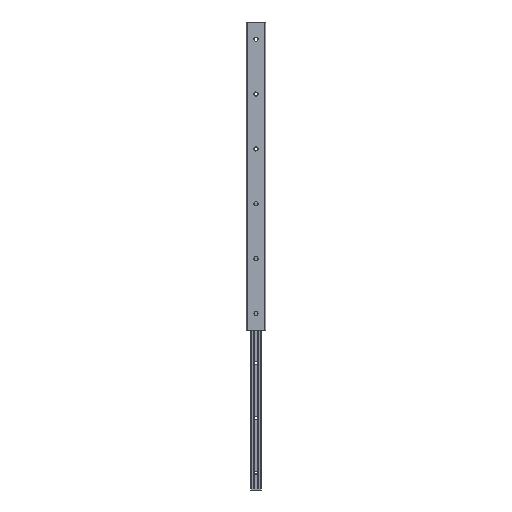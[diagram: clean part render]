
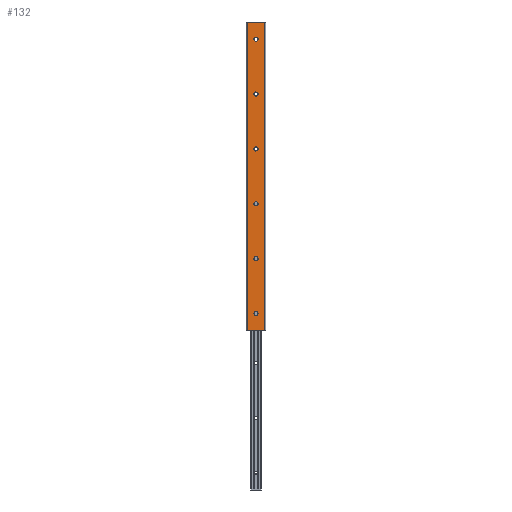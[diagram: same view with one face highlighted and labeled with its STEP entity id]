
A CAD part, left-side view. The second image highlights one B-rep face of the part: STEP entity #132.
In plain terms, the highlighted planar face has unit normal (-1, 0, 0).
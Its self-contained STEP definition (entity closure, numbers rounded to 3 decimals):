
#59 = LINE ( 'NONE', #2769, #1887 ) ;
#60 = LINE ( 'NONE', #359, #347 ) ;
#110 = EDGE_LOOP ( 'NONE', ( #2469, #3143 ) ) ;
#132 = ADVANCED_FACE ( 'NONE', ( #3100, #655, #145, #371, #422, #2297, #3086 ), #1745, .T. ) ;
#145 = FACE_OUTER_BOUND ( 'NONE', #2997, .T. ) ;
#220 = EDGE_CURVE ( 'NONE', #350, #1175, #659, .T. ) ;
#255 = CARTESIAN_POINT ( 'NONE',  ( 0., 0., -105. ) ) ;
#302 = AXIS2_PLACEMENT_3D ( 'NONE', #1374, #1128, #2799 ) ;
#347 = VECTOR ( 'NONE', #2006, 1000. ) ;
#350 = VERTEX_POINT ( 'NONE', #1685 ) ;
#359 = CARTESIAN_POINT ( 'NONE',  ( 0., -13., -450. ) ) ;
#367 = CARTESIAN_POINT ( 'NONE',  ( 0., -13., 0. ) ) ;
#371 = FACE_BOUND ( 'NONE', #110, .T. ) ;
#405 = CARTESIAN_POINT ( 'NONE',  ( 0., 0., -185. ) ) ;
#408 = AXIS2_PLACEMENT_3D ( 'NONE', #255, #2930, #3255 ) ;
#422 = FACE_BOUND ( 'NONE', #3039, .T. ) ;
#438 = CARTESIAN_POINT ( 'NONE',  ( 0., -13., -450. ) ) ;
#575 = VERTEX_POINT ( 'NONE', #2727 ) ;
#586 = DIRECTION ( 'NONE',  ( 1., 0., 0. ) ) ;
#606 = VERTEX_POINT ( 'NONE', #2207 ) ;
#633 = DIRECTION ( 'NONE',  ( 1., 0., 0. ) ) ;
#637 = ORIENTED_EDGE ( 'NONE', *, *, #2405, .T. ) ;
#648 = ORIENTED_EDGE ( 'NONE', *, *, #1051, .T. ) ;
#655 = FACE_BOUND ( 'NONE', #2274, .T. ) ;
#659 = LINE ( 'NONE', #2585, #1634 ) ;
#667 = CARTESIAN_POINT ( 'NONE',  ( 0., 0., -108. ) ) ;
#674 = VERTEX_POINT ( 'NONE', #2569 ) ;
#703 = LINE ( 'NONE', #1151, #2500 ) ;
#708 = CARTESIAN_POINT ( 'NONE',  ( 0., 0., -348. ) ) ;
#723 = CARTESIAN_POINT ( 'NONE',  ( 0., 0., -345. ) ) ;
#834 = DIRECTION ( 'NONE',  ( 1., 0., 0. ) ) ;
#846 = AXIS2_PLACEMENT_3D ( 'NONE', #3258, #3200, #2169 ) ;
#847 = CIRCLE ( 'NONE', #969, 3. ) ;
#878 = DIRECTION ( 'NONE',  ( 1., 0., 0. ) ) ;
#911 = ORIENTED_EDGE ( 'NONE', *, *, #1966, .T. ) ;
#921 = CARTESIAN_POINT ( 'NONE',  ( 0., 0., -422. ) ) ;
#933 = EDGE_CURVE ( 'NONE', #606, #2602, #2722, .T. ) ;
#939 = DIRECTION ( 'NONE',  ( -1., 0., 0. ) ) ;
#944 = ORIENTED_EDGE ( 'NONE', *, *, #1064, .T. ) ;
#969 = AXIS2_PLACEMENT_3D ( 'NONE', #1768, #1508, #3362 ) ;
#1023 = CIRCLE ( 'NONE', #3007, 3. ) ;
#1051 = EDGE_CURVE ( 'NONE', #350, #3352, #703, .T. ) ;
#1064 = EDGE_CURVE ( 'NONE', #3352, #2659, #60, .T. ) ;
#1089 = VERTEX_POINT ( 'NONE', #1163 ) ;
#1125 = EDGE_CURVE ( 'NONE', #1608, #2064, #2614, .T. ) ;
#1128 = DIRECTION ( 'NONE',  ( 1., 0., 0. ) ) ;
#1130 = CIRCLE ( 'NONE', #1819, 3. ) ;
#1134 = CIRCLE ( 'NONE', #846, 3. ) ;
#1135 = AXIS2_PLACEMENT_3D ( 'NONE', #2571, #2315, #1451 ) ;
#1151 = CARTESIAN_POINT ( 'NONE',  ( 0., 13., -450. ) ) ;
#1161 = DIRECTION ( 'NONE',  ( 0., 0., -1. ) ) ;
#1163 = CARTESIAN_POINT ( 'NONE',  ( 0., 0., -262. ) ) ;
#1175 = VERTEX_POINT ( 'NONE', #2218 ) ;
#1240 = CIRCLE ( 'NONE', #3231, 3. ) ;
#1296 = AXIS2_PLACEMENT_3D ( 'NONE', #3322, #878, #3127 ) ;
#1374 = CARTESIAN_POINT ( 'NONE',  ( 0., 0., -265. ) ) ;
#1381 = EDGE_CURVE ( 'NONE', #2064, #1608, #3071, .T. ) ;
#1392 = DIRECTION ( 'NONE',  ( 0., 0., -1. ) ) ;
#1451 = DIRECTION ( 'NONE',  ( 0., 0., -1. ) ) ;
#1458 = ORIENTED_EDGE ( 'NONE', *, *, #2776, .T. ) ;
#1465 = CIRCLE ( 'NONE', #1135, 3. ) ;
#1469 = AXIS2_PLACEMENT_3D ( 'NONE', #3282, #586, #1392 ) ;
#1471 = DIRECTION ( 'NONE',  ( 1., 0., 0. ) ) ;
#1508 = DIRECTION ( 'NONE',  ( 1., 0., 0. ) ) ;
#1552 = ORIENTED_EDGE ( 'NONE', *, *, #220, .F. ) ;
#1608 = VERTEX_POINT ( 'NONE', #3268 ) ;
#1634 = VECTOR ( 'NONE', #1969, 1000. ) ;
#1685 = CARTESIAN_POINT ( 'NONE',  ( 0., 13., -450. ) ) ;
#1712 = EDGE_CURVE ( 'NONE', #2928, #575, #1023, .T. ) ;
#1720 = DIRECTION ( 'NONE',  ( 0., -1., 0. ) ) ;
#1743 = EDGE_CURVE ( 'NONE', #2602, #606, #1465, .T. ) ;
#1745 = PLANE ( 'NONE',  #3113 ) ;
#1768 = CARTESIAN_POINT ( 'NONE',  ( 0., 0., -185. ) ) ;
#1770 = CIRCLE ( 'NONE', #302, 3. ) ;
#1784 = DIRECTION ( 'NONE',  ( 0., -1., 0. ) ) ;
#1785 = CARTESIAN_POINT ( 'NONE',  ( 0., 0., -342. ) ) ;
#1798 = EDGE_CURVE ( 'NONE', #575, #2928, #847, .T. ) ;
#1819 = AXIS2_PLACEMENT_3D ( 'NONE', #723, #2375, #3446 ) ;
#1887 = VECTOR ( 'NONE', #1720, 1000. ) ;
#1966 = EDGE_CURVE ( 'NONE', #3317, #3338, #3237, .T. ) ;
#1969 = DIRECTION ( 'NONE',  ( 0., 0., 1. ) ) ;
#1985 = AXIS2_PLACEMENT_3D ( 'NONE', #2525, #633, #2505 ) ;
#2006 = DIRECTION ( 'NONE',  ( 0., 0., 1. ) ) ;
#2007 = ORIENTED_EDGE ( 'NONE', *, *, #1743, .T. ) ;
#2043 = EDGE_LOOP ( 'NONE', ( #911, #637 ) ) ;
#2064 = VERTEX_POINT ( 'NONE', #667 ) ;
#2169 = DIRECTION ( 'NONE',  ( 0., 0., -1. ) ) ;
#2194 = ORIENTED_EDGE ( 'NONE', *, *, #1381, .T. ) ;
#2207 = CARTESIAN_POINT ( 'NONE',  ( 0., 0., -428. ) ) ;
#2212 = ORIENTED_EDGE ( 'NONE', *, *, #2308, .T. ) ;
#2215 = CARTESIAN_POINT ( 'NONE',  ( 0., 0., -25. ) ) ;
#2218 = CARTESIAN_POINT ( 'NONE',  ( 0., 13., 0. ) ) ;
#2240 = DIRECTION ( 'NONE',  ( 0., -1., 0. ) ) ;
#2259 = CARTESIAN_POINT ( 'NONE',  ( 0., 0., -265. ) ) ;
#2274 = EDGE_LOOP ( 'NONE', ( #2996, #1458 ) ) ;
#2297 = FACE_BOUND ( 'NONE', #2043, .T. ) ;
#2308 = EDGE_CURVE ( 'NONE', #674, #1089, #1770, .T. ) ;
#2315 = DIRECTION ( 'NONE',  ( 1., 0., 0. ) ) ;
#2359 = EDGE_LOOP ( 'NONE', ( #3199, #2007 ) ) ;
#2375 = DIRECTION ( 'NONE',  ( 1., 0., 0. ) ) ;
#2405 = EDGE_CURVE ( 'NONE', #3338, #3317, #1130, .T. ) ;
#2431 = ORIENTED_EDGE ( 'NONE', *, *, #2966, .F. ) ;
#2453 = ORIENTED_EDGE ( 'NONE', *, *, #2619, .T. ) ;
#2469 = ORIENTED_EDGE ( 'NONE', *, *, #1712, .T. ) ;
#2500 = VECTOR ( 'NONE', #2240, 1000. ) ;
#2505 = DIRECTION ( 'NONE',  ( 0., 0., -1. ) ) ;
#2525 = CARTESIAN_POINT ( 'NONE',  ( 0., 0., -105. ) ) ;
#2569 = CARTESIAN_POINT ( 'NONE',  ( 0., 0., -268. ) ) ;
#2571 = CARTESIAN_POINT ( 'NONE',  ( 0., 0., -425. ) ) ;
#2585 = CARTESIAN_POINT ( 'NONE',  ( 0., 13., -450. ) ) ;
#2600 = DIRECTION ( 'NONE',  ( 0., 0., -1. ) ) ;
#2602 = VERTEX_POINT ( 'NONE', #921 ) ;
#2614 = CIRCLE ( 'NONE', #1985, 3. ) ;
#2619 = EDGE_CURVE ( 'NONE', #1089, #674, #1240, .T. ) ;
#2659 = VERTEX_POINT ( 'NONE', #367 ) ;
#2717 = CARTESIAN_POINT ( 'NONE',  ( 0., 0., -22. ) ) ;
#2722 = CIRCLE ( 'NONE', #1296, 3. ) ;
#2727 = CARTESIAN_POINT ( 'NONE',  ( 0., 0., -182. ) ) ;
#2757 = CARTESIAN_POINT ( 'NONE',  ( 0., 0., -28. ) ) ;
#2769 = CARTESIAN_POINT ( 'NONE',  ( 0., 13., 0. ) ) ;
#2776 = EDGE_CURVE ( 'NONE', #2870, #3047, #1134, .T. ) ;
#2799 = DIRECTION ( 'NONE',  ( 0., 0., -1. ) ) ;
#2870 = VERTEX_POINT ( 'NONE', #2717 ) ;
#2928 = VERTEX_POINT ( 'NONE', #3092 ) ;
#2930 = DIRECTION ( 'NONE',  ( 1., 0., 0. ) ) ;
#2966 = EDGE_CURVE ( 'NONE', #1175, #2659, #59, .T. ) ;
#2996 = ORIENTED_EDGE ( 'NONE', *, *, #3072, .T. ) ;
#2997 = EDGE_LOOP ( 'NONE', ( #2431, #1552, #648, #944 ) ) ;
#3007 = AXIS2_PLACEMENT_3D ( 'NONE', #405, #1471, #2600 ) ;
#3039 = EDGE_LOOP ( 'NONE', ( #2212, #2453 ) ) ;
#3047 = VERTEX_POINT ( 'NONE', #2757 ) ;
#3071 = CIRCLE ( 'NONE', #408, 3. ) ;
#3072 = EDGE_CURVE ( 'NONE', #3047, #2870, #3236, .T. ) ;
#3086 = FACE_BOUND ( 'NONE', #2359, .T. ) ;
#3092 = CARTESIAN_POINT ( 'NONE',  ( 0., 0., -188. ) ) ;
#3100 = FACE_BOUND ( 'NONE', #3437, .T. ) ;
#3113 = AXIS2_PLACEMENT_3D ( 'NONE', #3377, #939, #1784 ) ;
#3127 = DIRECTION ( 'NONE',  ( 0., 0., -1. ) ) ;
#3143 = ORIENTED_EDGE ( 'NONE', *, *, #1798, .T. ) ;
#3199 = ORIENTED_EDGE ( 'NONE', *, *, #933, .T. ) ;
#3200 = DIRECTION ( 'NONE',  ( 1., 0., 0. ) ) ;
#3222 = ORIENTED_EDGE ( 'NONE', *, *, #1125, .T. ) ;
#3231 = AXIS2_PLACEMENT_3D ( 'NONE', #2259, #3375, #3390 ) ;
#3236 = CIRCLE ( 'NONE', #3353, 3. ) ;
#3237 = CIRCLE ( 'NONE', #1469, 3. ) ;
#3255 = DIRECTION ( 'NONE',  ( 0., 0., -1. ) ) ;
#3258 = CARTESIAN_POINT ( 'NONE',  ( 0., 0., -25. ) ) ;
#3268 = CARTESIAN_POINT ( 'NONE',  ( 0., 0., -102. ) ) ;
#3282 = CARTESIAN_POINT ( 'NONE',  ( 0., 0., -345. ) ) ;
#3317 = VERTEX_POINT ( 'NONE', #708 ) ;
#3322 = CARTESIAN_POINT ( 'NONE',  ( 0., 0., -425. ) ) ;
#3338 = VERTEX_POINT ( 'NONE', #1785 ) ;
#3352 = VERTEX_POINT ( 'NONE', #438 ) ;
#3353 = AXIS2_PLACEMENT_3D ( 'NONE', #2215, #834, #1161 ) ;
#3362 = DIRECTION ( 'NONE',  ( 0., 0., -1. ) ) ;
#3375 = DIRECTION ( 'NONE',  ( 1., 0., 0. ) ) ;
#3377 = CARTESIAN_POINT ( 'NONE',  ( 0., 13., -450. ) ) ;
#3390 = DIRECTION ( 'NONE',  ( 0., 0., -1. ) ) ;
#3437 = EDGE_LOOP ( 'NONE', ( #2194, #3222 ) ) ;
#3446 = DIRECTION ( 'NONE',  ( 0., 0., -1. ) ) ;
